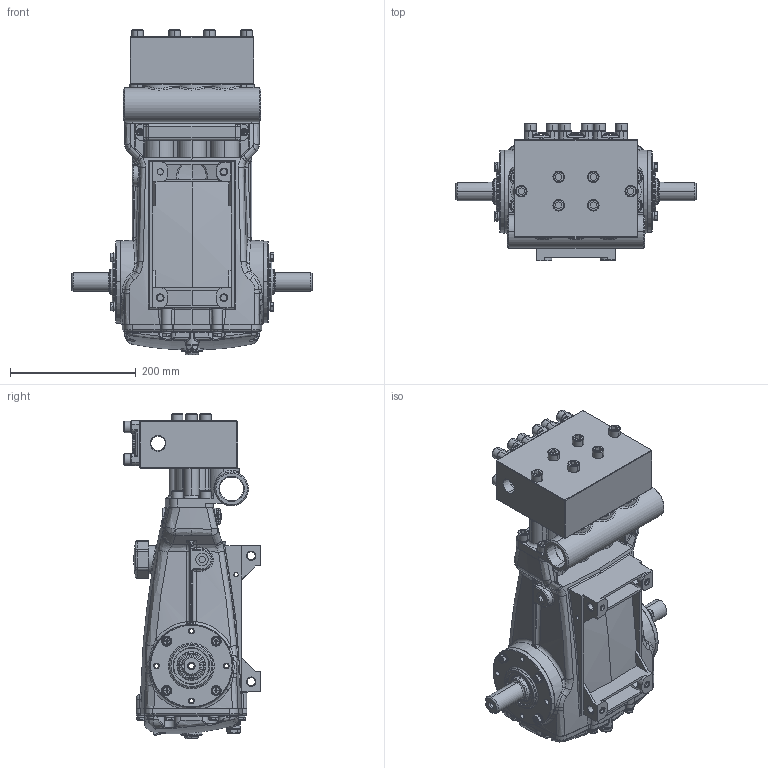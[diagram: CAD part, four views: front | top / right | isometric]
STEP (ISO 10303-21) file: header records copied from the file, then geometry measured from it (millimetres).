
FILE_DESCRIPTION (( 'STEP AP203' ), '1' );
FILE_NAME ('2560BH.STEP', '2022-02-04T13:58:01', ( '' ), ( '' ), 'SwSTEP 2.0', 'SolidWorks 2021', '' );
FILE_SCHEMA (( 'CONFIG_CONTROL_DESIGN' ));
Length unit declared in the file: inch
Products named in the file (1): 2560BH
Bounding box: 382 x 218 x 517 mm (x, y, z)
Surface area: 674226.4 mm2 (no closed solid volume)
Topology: 0 solids, 94 shells, 2277 faces, 6993 edges, 4670 vertices
Faces by surface type: plane 731, cylinder 678, bspline 339, torus 334, cone 179, sphere 16
Entity records: 103474 total; most frequent: CARTESIAN_POINT 44336, DIRECTION 12154, ORIENTED_EDGE 11663, EDGE_CURVE 6954, AXIS2_PLACEMENT_3D 4758, VERTEX_POINT 4670, CIRCLE 2819, LINE 2638
